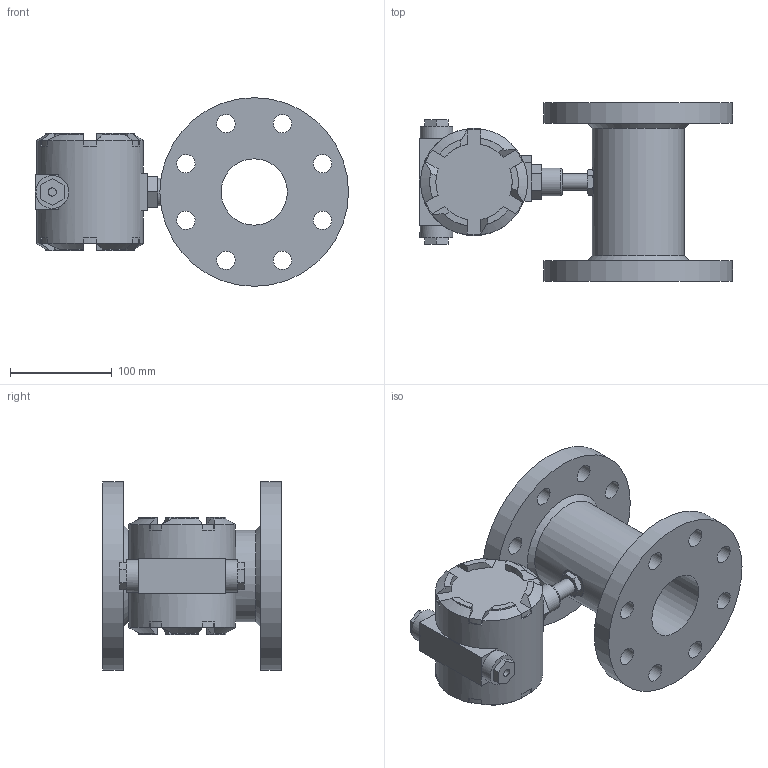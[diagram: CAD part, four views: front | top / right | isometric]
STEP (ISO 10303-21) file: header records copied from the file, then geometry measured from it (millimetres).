
FILE_DESCRIPTION(/* description */ (''),/* implementation_level */ '2;1');
FILE_NAME(/* name */ 'FM110-DN65-F FM110法兰式涡轮本体DN65口径.stp',/* time_stamp */ '2024-03-18T11:01:41+08:00',/* author */ (''),/* organization */ (''),/* preprocessor_version */ 'ST-DEVELOPER v16.7',/* originating_system */ 'SIEMENS PLM Software NX 12.0',/* authorisation */ '');
FILE_SCHEMA (('AUTOMOTIVE_DESIGN { 1 0 10303 214 3 1 1 1 }'));
Length unit declared in the file: millimetre
Products named in the file (1): Mayn7054C5F8ivg1
Bounding box: 307 x 175 x 185 mm (x, y, z)
Volume: 2225335.8 mm3; surface area: 274487.3 mm2
Topology: 5 solids, 5 shells, 1369 faces, 3757 edges, 2500 vertices
Faces by surface type: plane 730, extrusion 504, cylinder 88, cone 30, bspline 11, torus 6
Full cylindrical faces by diameter (mm): 3.3 x1, 8 x2, 15 x1, 16 x1, 16.5 x1, 18 x16, 18.5 x1, 20 x2, 27 x1, 32 x2, 65 x1, 68 x1, 90 x1, 105 x1, 185 x2
Entity records: 47478 total; most frequent: CARTESIAN_POINT 15038, ORIENTED_EDGE 7350, DIRECTION 4967, EDGE_CURVE 3675, VECTOR 2791, VERTEX_POINT 2464, LINE 2287, B_SPLINE_CURVE_WITH_KNOTS 1659
